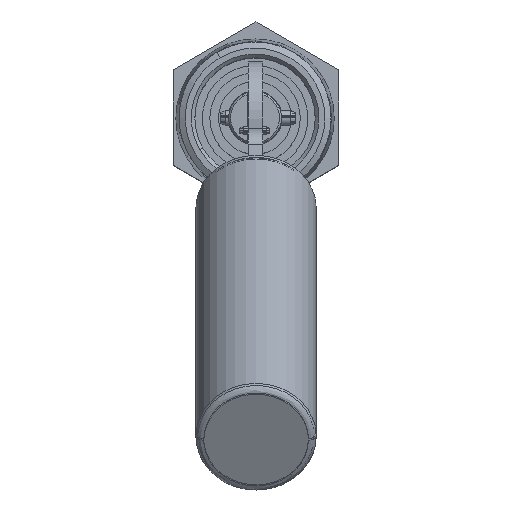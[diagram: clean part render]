
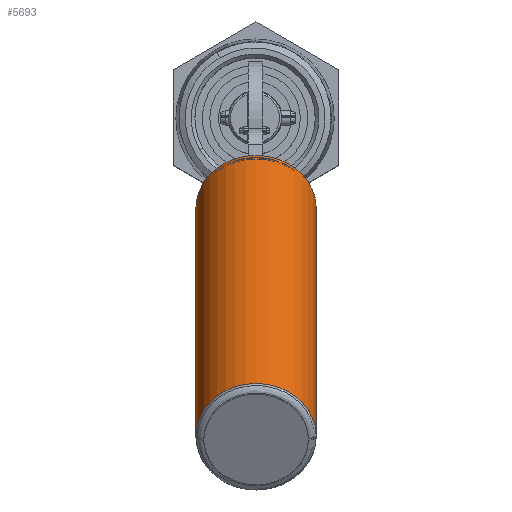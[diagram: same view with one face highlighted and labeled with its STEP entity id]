
A CAD part, top view. The second image highlights one B-rep face of the part: STEP entity #5693.
In plain terms, the highlighted cylindrical face has radius 12.7 mm (diameter 25.4 mm), a partial arc.
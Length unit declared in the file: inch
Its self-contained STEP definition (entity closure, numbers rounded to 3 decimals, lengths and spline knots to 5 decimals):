
#98 = ORIENTED_EDGE ( 'NONE', *, *, #1266, .T. ) ;
#185 = DIRECTION ( 'NONE',  ( 0., 0.483, -0.876 ) ) ;
#456 = ORIENTED_EDGE ( 'NONE', *, *, #4272, .T. ) ;
#559 = VERTEX_POINT ( 'NONE', #1899 ) ;
#766 = EDGE_LOOP ( 'NONE', ( #456, #3457, #98, #5683 ) ) ;
#951 = CARTESIAN_POINT ( 'NONE',  ( 0.50847, -0.75191, 3.88729 ) ) ;
#1266 = EDGE_CURVE ( 'NONE', #1861, #5522, #5855, .T. ) ;
#1460 = AXIS2_PLACEMENT_3D ( 'NONE', #2916, #5676, #5223 ) ;
#1861 = VERTEX_POINT ( 'NONE', #951 ) ;
#1889 = EDGE_CURVE ( 'NONE', #3739, #5522, #5706, .T. ) ;
#1899 = CARTESIAN_POINT ( 'NONE',  ( 0.50847, -2.65185, 7.33208 ) ) ;
#1971 = CARTESIAN_POINT ( 'NONE',  ( 0.00847, -2.65185, 7.33208 ) ) ;
#2089 = DIRECTION ( 'NONE',  ( -1., 0., 0. ) ) ;
#2240 = VECTOR ( 'NONE', #185, 39.37008 ) ;
#2286 = CYLINDRICAL_SURFACE ( 'NONE', #3151, 0.5 ) ;
#2408 = AXIS2_PLACEMENT_3D ( 'NONE', #1971, #4328, #2089 ) ;
#2616 = VECTOR ( 'NONE', #5470, 39.37008 ) ;
#2826 = DIRECTION ( 'NONE',  ( -1., 0., 0. ) ) ;
#2916 = CARTESIAN_POINT ( 'NONE',  ( 0.00847, -0.75191, 3.88729 ) ) ;
#3151 = AXIS2_PLACEMENT_3D ( 'NONE', #4214, #3212, #2826 ) ;
#3212 = DIRECTION ( 'NONE',  ( 0., 0.483, -0.876 ) ) ;
#3457 = ORIENTED_EDGE ( 'NONE', *, *, #4759, .T. ) ;
#3725 = CARTESIAN_POINT ( 'NONE',  ( 0.50847, -2.68372, 7.38987 ) ) ;
#3739 = VERTEX_POINT ( 'NONE', #5063 ) ;
#3745 = CIRCLE ( 'NONE', #2408, 0.5 ) ;
#4214 = CARTESIAN_POINT ( 'NONE',  ( 0.00847, -2.68372, 7.38987 ) ) ;
#4272 = EDGE_CURVE ( 'NONE', #3739, #559, #3745, .T. ) ;
#4328 = DIRECTION ( 'NONE',  ( 0., 0.483, -0.876 ) ) ;
#4647 = CARTESIAN_POINT ( 'NONE',  ( -0.49153, -0.75191, 3.88729 ) ) ;
#4759 = EDGE_CURVE ( 'NONE', #559, #1861, #4948, .T. ) ;
#4948 = LINE ( 'NONE', #3725, #2616 ) ;
#5059 = FACE_OUTER_BOUND ( 'NONE', #766, .T. ) ;
#5063 = CARTESIAN_POINT ( 'NONE',  ( -0.49153, -2.65185, 7.33208 ) ) ;
#5223 = DIRECTION ( 'NONE',  ( -1., 0., 0. ) ) ;
#5470 = DIRECTION ( 'NONE',  ( 0., 0.483, -0.876 ) ) ;
#5522 = VERTEX_POINT ( 'NONE', #4647 ) ;
#5676 = DIRECTION ( 'NONE',  ( 0., -0.483, 0.876 ) ) ;
#5682 = CARTESIAN_POINT ( 'NONE',  ( -0.49153, -2.68372, 7.38987 ) ) ;
#5683 = ORIENTED_EDGE ( 'NONE', *, *, #1889, .F. ) ;
#5693 = ADVANCED_FACE ( 'NONE', ( #5059 ), #2286, .T. ) ;
#5706 = LINE ( 'NONE', #5682, #2240 ) ;
#5855 = CIRCLE ( 'NONE', #1460, 0.5 ) ;
